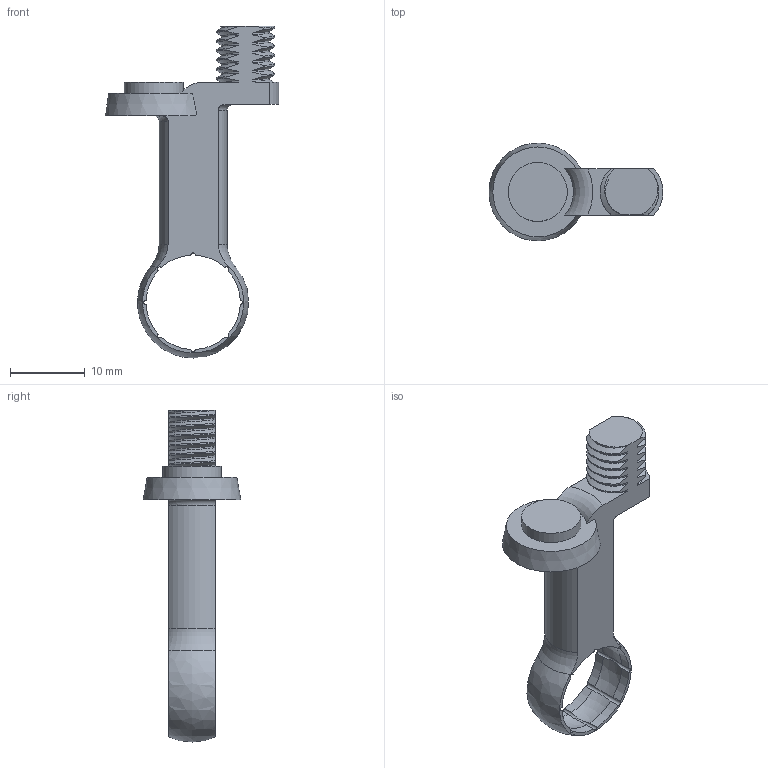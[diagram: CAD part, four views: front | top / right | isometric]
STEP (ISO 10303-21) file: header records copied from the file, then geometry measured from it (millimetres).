
FILE_DESCRIPTION(/* description */ (''),/* implementation_level */ '2;1');
FILE_NAME(/* name */ 'MagHolder.step',/* time_stamp */ '2025-05-21T16:56:05-04:00',/* author */ (''),/* organization */ (''),/* preprocessor_version */ 'ST-DEVELOPER v20.1',/* originating_system */ 'Autodesk Translation Framework v14.4.0.0',/* authorisation */ '');
FILE_SCHEMA (('AUTOMOTIVE_DESIGN { 1 0 10303 214 3 1 1 }'));
Length unit declared in the file: millimetre
Products named in the file (1): MagHolder
Bounding box: 23.28 x 13.08 x 44.45 mm (x, y, z)
Volume: 2127.1 mm3; surface area: 1853.9 mm2
Topology: 1 solids, 1 shells, 106 faces, 310 edges, 207 vertices
Faces by surface type: cylinder 55, bspline 26, plane 10, sphere 9, torus 5, cone 1
Full cylindrical faces by diameter (mm): 0.142 x1, 7.9 x1
Entity records: 4970 total; most frequent: CARTESIAN_POINT 2394, ORIENTED_EDGE 618, DIRECTION 410, EDGE_CURVE 309, VERTEX_POINT 207, AXIS2_PLACEMENT_3D 154, B_SPLINE_CURVE_WITH_KNOTS 132, EDGE_LOOP 110
